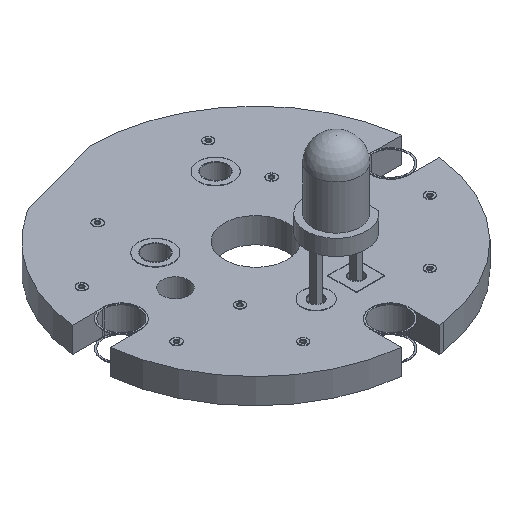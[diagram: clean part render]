
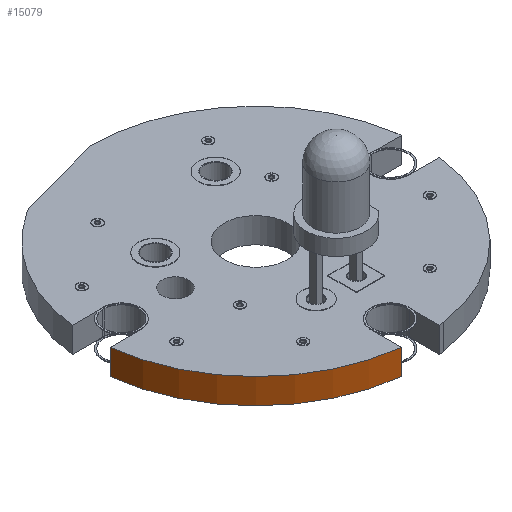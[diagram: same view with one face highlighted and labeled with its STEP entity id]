
A CAD part, isometric view. The second image highlights one B-rep face of the part: STEP entity #15079.
In plain terms, the highlighted cylindrical face has radius 10.469 mm (diameter 20.938 mm), a partial arc.
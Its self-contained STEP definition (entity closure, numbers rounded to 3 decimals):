
#14226 = VERTEX_POINT('',#14227);
#14227 = CARTESIAN_POINT('',(-10.4,-1.2,0.));
#14233 = EDGE_CURVE('',#14234,#14226,#14236,.T.);
#14234 = VERTEX_POINT('',#14235);
#14235 = CARTESIAN_POINT('',(-1.2,-10.4,0.));
#14236 = CIRCLE('',#14237,10.469);
#14237 = AXIS2_PLACEMENT_3D('',#14238,#14239,#14240);
#14238 = CARTESIAN_POINT('',(0.,0.,0.)
  );
#14239 = DIRECTION('',(0.,0.,-1.));
#14240 = DIRECTION('',(-0.115,-0.993,-0.));
#14575 = VERTEX_POINT('',#14576);
#14576 = CARTESIAN_POINT('',(-10.4,-1.2,1.6));
#14582 = EDGE_CURVE('',#14583,#14575,#14585,.T.);
#14583 = VERTEX_POINT('',#14584);
#14584 = CARTESIAN_POINT('',(-1.2,-10.4,1.6));
#14585 = CIRCLE('',#14586,10.469);
#14586 = AXIS2_PLACEMENT_3D('',#14587,#14588,#14589);
#14587 = CARTESIAN_POINT('',(0.,0.,1.6
    ));
#14588 = DIRECTION('',(0.,0.,-1.));
#14589 = DIRECTION('',(-0.115,-0.993,-0.));
#15049 = EDGE_CURVE('',#14226,#14575,#15050,.T.);
#15050 = LINE('',#15051,#15052);
#15051 = CARTESIAN_POINT('',(-10.4,-1.2,0.));
#15052 = VECTOR('',#15053,1.);
#15053 = DIRECTION('',(0.,0.,1.));
#15079 = ADVANCED_FACE('',(#15080),#15091,.T.);
#15080 = FACE_BOUND('',#15081,.T.);
#15081 = EDGE_LOOP('',(#15082,#15088,#15089,#15090));
#15082 = ORIENTED_EDGE('',*,*,#15083,.T.);
#15083 = EDGE_CURVE('',#14234,#14583,#15084,.T.);
#15084 = LINE('',#15085,#15086);
#15085 = CARTESIAN_POINT('',(-1.2,-10.4,0.));
#15086 = VECTOR('',#15087,1.);
#15087 = DIRECTION('',(0.,0.,1.));
#15088 = ORIENTED_EDGE('',*,*,#14582,.T.);
#15089 = ORIENTED_EDGE('',*,*,#15049,.F.);
#15090 = ORIENTED_EDGE('',*,*,#14233,.F.);
#15091 = CYLINDRICAL_SURFACE('',#15092,10.469);
#15092 = AXIS2_PLACEMENT_3D('',#15093,#15094,#15095);
#15093 = CARTESIAN_POINT('',(0.,0.,0.)
  );
#15094 = DIRECTION('',(0.,0.,-1.));
#15095 = DIRECTION('',(-0.115,-0.993,-0.));
